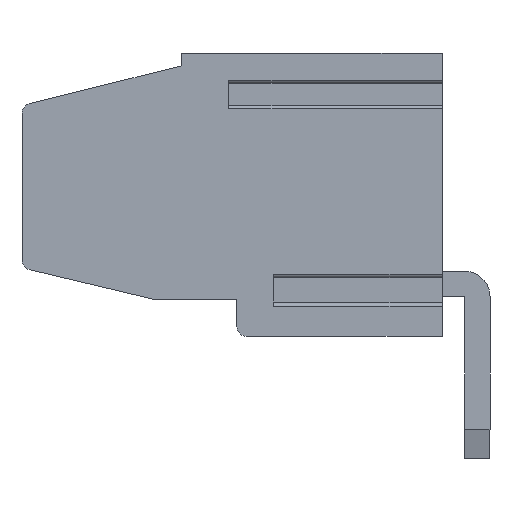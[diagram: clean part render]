
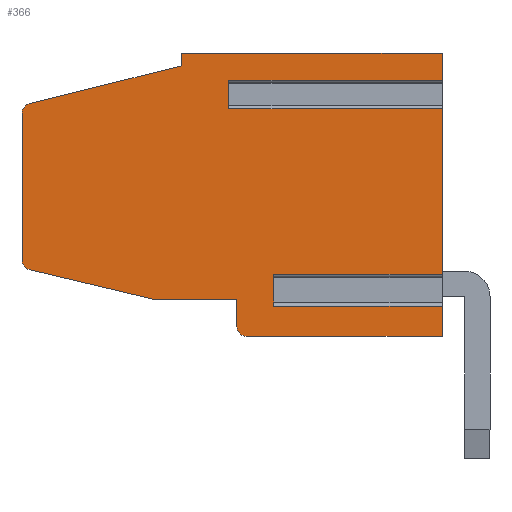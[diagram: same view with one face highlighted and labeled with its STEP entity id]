
A CAD part, left-side view. The second image highlights one B-rep face of the part: STEP entity #366.
In plain terms, the highlighted planar face has unit normal (-1, 0, 0).
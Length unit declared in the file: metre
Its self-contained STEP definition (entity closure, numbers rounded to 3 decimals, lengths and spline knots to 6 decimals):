
#366=ADVANCED_FACE('',(#746),#747,.T.);
#746=FACE_OUTER_BOUND('',#1125,.T.);
#747=PLANE('',#1126);
#1125=EDGE_LOOP('',(#2183,#2184,#2185,#2186,#2187,#2188,#2189,#2190,#2191,#2192,#2193,#2194,#2195,#2196,#2197,#2198,#2199,#2200,#2201,#2202));
#1126=AXIS2_PLACEMENT_3D('',#2203,#2204,#2205);
#2183=ORIENTED_EDGE('',*,*,#2690,.T.);
#2184=ORIENTED_EDGE('',*,*,#2476,.T.);
#2185=ORIENTED_EDGE('',*,*,#2345,.F.);
#2186=ORIENTED_EDGE('',*,*,#2381,.F.);
#2187=ORIENTED_EDGE('',*,*,#2515,.T.);
#2188=ORIENTED_EDGE('',*,*,#2472,.T.);
#2189=ORIENTED_EDGE('',*,*,#2614,.T.);
#2190=ORIENTED_EDGE('',*,*,#2596,.T.);
#2191=ORIENTED_EDGE('',*,*,#2527,.T.);
#2192=ORIENTED_EDGE('',*,*,#2709,.T.);
#2193=ORIENTED_EDGE('',*,*,#2636,.T.);
#2194=ORIENTED_EDGE('',*,*,#2571,.T.);
#2195=ORIENTED_EDGE('',*,*,#2288,.T.);
#2196=ORIENTED_EDGE('',*,*,#2583,.T.);
#2197=ORIENTED_EDGE('',*,*,#2653,.T.);
#2198=ORIENTED_EDGE('',*,*,#2702,.T.);
#2199=ORIENTED_EDGE('',*,*,#2697,.F.);
#2200=ORIENTED_EDGE('',*,*,#2481,.T.);
#2201=ORIENTED_EDGE('',*,*,#2608,.F.);
#2202=ORIENTED_EDGE('',*,*,#2331,.F.);
#2203=CARTESIAN_POINT('',(0.,0.,-0.004448));
#2204=DIRECTION('',(-1.,0.,0.0));
#2205=DIRECTION('',(0.0,0.0,1.0));
#2288=EDGE_CURVE('',#2740,#2738,#2741,.T.);
#2331=EDGE_CURVE('',#2815,#2817,#2818,.T.);
#2345=EDGE_CURVE('',#2840,#2835,#2842,.T.);
#2381=EDGE_CURVE('',#2899,#2840,#2901,.T.);
#2472=EDGE_CURVE('',#3046,#3044,#3047,.T.);
#2476=EDGE_CURVE('',#3052,#2835,#3053,.T.);
#2481=EDGE_CURVE('',#3061,#3059,#3062,.T.);
#2515=EDGE_CURVE('',#2899,#3046,#3114,.T.);
#2527=EDGE_CURVE('',#3131,#3129,#3132,.F.);
#2571=EDGE_CURVE('',#3199,#2740,#3200,.T.);
#2583=EDGE_CURVE('',#2738,#3214,#3217,.T.);
#2596=EDGE_CURVE('',#3234,#3131,#3236,.T.);
#2608=EDGE_CURVE('',#2817,#3059,#3251,.T.);
#2614=EDGE_CURVE('',#3044,#3234,#3257,.T.);
#2636=EDGE_CURVE('',#3286,#3199,#3287,.T.);
#2653=EDGE_CURVE('',#3214,#3304,#3306,.T.);
#2690=EDGE_CURVE('',#2815,#3052,#3347,.T.);
#2697=EDGE_CURVE('',#3061,#3354,#3355,.T.);
#2702=EDGE_CURVE('',#3304,#3354,#3360,.T.);
#2709=EDGE_CURVE('',#3129,#3286,#3367,.T.);
#2738=VERTEX_POINT('',#3402);
#2740=VERTEX_POINT('',#3405);
#2741=LINE('',#3406,#3407);
#2815=VERTEX_POINT('',#3507);
#2817=VERTEX_POINT('',#3509);
#2818=LINE('',#3510,#3511);
#2835=VERTEX_POINT('',#3534);
#2840=VERTEX_POINT('',#3540);
#2842=LINE('',#3542,#3543);
#2899=VERTEX_POINT('',#3621);
#2901=LINE('',#3623,#3624);
#3044=VERTEX_POINT('',#3814);
#3046=VERTEX_POINT('',#3817);
#3047=LINE('',#3818,#3819);
#3052=VERTEX_POINT('',#3826);
#3053=LINE('',#3827,#3828);
#3059=VERTEX_POINT('',#3836);
#3061=VERTEX_POINT('',#3838);
#3062=LINE('',#3839,#3840);
#3114=LINE('',#3920,#3921);
#3129=VERTEX_POINT('',#3943);
#3131=VERTEX_POINT('',#3946);
#3132=LINE('',#3947,#3948);
#3199=VERTEX_POINT('',#4048);
#3200=CIRCLE('',#4049,0.0003);
#3214=VERTEX_POINT('',#4067);
#3217=LINE('',#4071,#4072);
#3234=VERTEX_POINT('',#4098);
#3236=LINE('',#4101,#4102);
#3251=LINE('',#4122,#4123);
#3257=LINE('',#4131,#4132);
#3286=VERTEX_POINT('',#4176);
#3287=LINE('',#4177,#4178);
#3304=VERTEX_POINT('',#4202);
#3306=LINE('',#4205,#4206);
#3347=LINE('',#4265,#4266);
#3354=VERTEX_POINT('',#4274);
#3355=LINE('',#4275,#4276);
#3360=CIRCLE('',#4282,0.0003);
#3367=CIRCLE('',#4290,0.000306);
#3402=CARTESIAN_POINT('',(0.,0.008999,-0.007748));
#3405=CARTESIAN_POINT('',(0.,0.012969,-0.006803));
#3406=CARTESIAN_POINT('',(0.,0.001226,-0.009599));
#3407=VECTOR('',#4312,1.0);
#3507=CARTESIAN_POINT('',(0.,0.005299,-0.006948));
#3509=CARTESIAN_POINT('',(0.,0.005299,-0.007948));
#3510=CARTESIAN_POINT('',(0.,0.005299,-0.007948));
#3511=VECTOR('',#4360,1.0);
#3534=CARTESIAN_POINT('',(0.,0.,-0.001748));
#3540=CARTESIAN_POINT('',(0.,0.006699,-0.001748));
#3542=CARTESIAN_POINT('',(0.,0.006699,-0.001748));
#3543=VECTOR('',#4380,1.0);
#3621=CARTESIAN_POINT('',(0.,0.006699,-0.000848));
#3623=CARTESIAN_POINT('',(0.,0.006699,-0.001748));
#3624=VECTOR('',#4420,1.0);
#3814=CARTESIAN_POINT('',(0.0,0.0,0.0));
#3817=CARTESIAN_POINT('',(0.,0.,-0.000848));
#3818=CARTESIAN_POINT('',(0.0,0.0,-0.000818));
#3819=VECTOR('',#4537,1.0);
#3826=CARTESIAN_POINT('',(0.,0.,-0.006948));
#3827=CARTESIAN_POINT('',(0.0,0.0,-0.000818));
#3828=VECTOR('',#4543,1.0);
#3836=CARTESIAN_POINT('',(0.,0.,-0.007948));
#3838=CARTESIAN_POINT('',(0.0,0.0,-0.008898));
#3839=CARTESIAN_POINT('',(0.0,0.0,-0.000818));
#3840=VECTOR('',#4552,1.0);
#3920=CARTESIAN_POINT('',(0.,0.006699,-0.000848));
#3921=VECTOR('',#4588,1.0);
#3943=CARTESIAN_POINT('',(0.,0.012967,-0.001591));
#3946=CARTESIAN_POINT('',(0.,0.008197,-0.000404));
#3947=CARTESIAN_POINT('',(0.,0.001424,0.00128));
#3948=VECTOR('',#4597,1.0);
#4048=CARTESIAN_POINT('',(0.,0.013199,-0.006511));
#4049=AXIS2_PLACEMENT_3D('',#4634,#4635,#4636);
#4067=CARTESIAN_POINT('',(0.,0.006449,-0.007748));
#4071=CARTESIAN_POINT('',(0.,0.,-0.007748));
#4072=VECTOR('',#4648,1.0);
#4098=CARTESIAN_POINT('',(0.,0.008197,0.0));
#4101=CARTESIAN_POINT('',(0.,0.008197,-0.004448));
#4102=VECTOR('',#4659,1.0);
#4122=CARTESIAN_POINT('',(0.,0.005299,-0.007948));
#4123=VECTOR('',#4668,1.0);
#4131=CARTESIAN_POINT('',(0.,0.,0.0));
#4132=VECTOR('',#4671,1.0);
#4176=CARTESIAN_POINT('',(0.,0.013199,-0.001888));
#4177=CARTESIAN_POINT('',(0.,0.013199,-0.004448));
#4178=VECTOR('',#4690,1.0);
#4202=CARTESIAN_POINT('',(0.,0.006449,-0.008598));
#4205=CARTESIAN_POINT('',(0.,0.006449,-0.004448));
#4206=VECTOR('',#4702,1.0);
#4265=CARTESIAN_POINT('',(0.,0.005299,-0.006948));
#4266=VECTOR('',#4730,1.0);
#4274=CARTESIAN_POINT('',(0.,0.006149,-0.008898));
#4275=CARTESIAN_POINT('',(0.,0.,-0.008898));
#4276=VECTOR('',#4732,1.0);
#4282=AXIS2_PLACEMENT_3D('',#4734,#4735,#4736);
#4290=AXIS2_PLACEMENT_3D('',#4738,#4739,#4740);
#4312=DIRECTION('',(0.,-0.973,-0.232));
#4360=DIRECTION('',(0.,0.,-1.0));
#4380=DIRECTION('',(0.,-1.,0.0));
#4420=DIRECTION('',(0.0,0.0,-1.0));
#4537=DIRECTION('',(0.0,0.0,1.0));
#4543=DIRECTION('',(0.0,0.0,1.0));
#4552=DIRECTION('',(0.0,0.0,1.0));
#4588=DIRECTION('',(0.,-1.,0.0));
#4597=DIRECTION('',(0.,-0.97,0.241));
#4634=CARTESIAN_POINT('',(0.,0.012899,-0.006511));
#4635=DIRECTION('',(-1.,0.,0.0));
#4636=DIRECTION('',(0.0,0.0,1.0));
#4648=DIRECTION('',(0.,-1.,0.0));
#4659=DIRECTION('',(0.0,0.0,-1.0));
#4668=DIRECTION('',(0.,-1.,0.0));
#4671=DIRECTION('',(0.,1.,0.0));
#4690=DIRECTION('',(0.0,0.0,-1.0));
#4702=DIRECTION('',(0.0,0.0,-1.0));
#4730=DIRECTION('',(0.,-1.,0.0));
#4732=DIRECTION('',(0.,1.,0.0));
#4734=CARTESIAN_POINT('',(0.,0.006149,-0.008598));
#4735=DIRECTION('',(-1.,0.,0.0));
#4736=DIRECTION('',(0.0,0.0,1.0));
#4738=CARTESIAN_POINT('',(0.,0.012893,-0.001888));
#4739=DIRECTION('',(-1.,0.,0.0));
#4740=DIRECTION('',(0.0,0.0,1.0));
